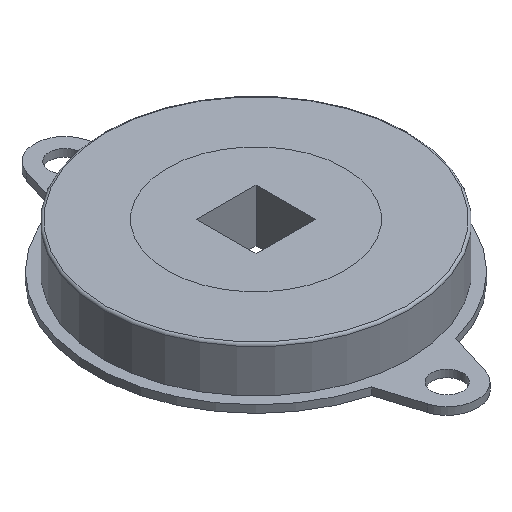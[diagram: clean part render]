
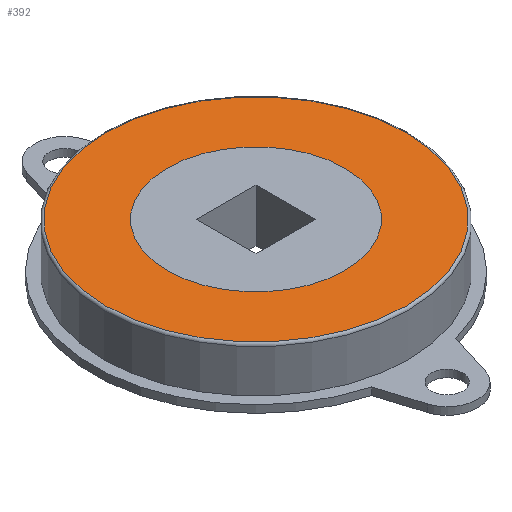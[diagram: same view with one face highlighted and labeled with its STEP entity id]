
A CAD part, isometric view. The second image highlights one B-rep face of the part: STEP entity #392.
In plain terms, the highlighted face is planar.
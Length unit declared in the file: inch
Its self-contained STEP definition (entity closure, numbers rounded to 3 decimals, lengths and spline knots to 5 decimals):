
#33=PLANE('',#498);
#116=FACE_BOUND('',#170,.T.);
#135=FACE_OUTER_BOUND('',#169,.T.);
#169=EDGE_LOOP('',(#346));
#170=EDGE_LOOP('',(#347));
#182=CIRCLE('',#468,1.2675);
#187=CIRCLE('',#476,0.75);
#201=VERTEX_POINT('',#638);
#206=VERTEX_POINT('',#651);
#236=EDGE_CURVE('',#201,#201,#182,.T.);
#241=EDGE_CURVE('',#206,#206,#187,.T.);
#346=ORIENTED_EDGE('',*,*,#236,.T.);
#347=ORIENTED_EDGE('',*,*,#241,.F.);
#392=ADVANCED_FACE('',(#135,#116),#33,.T.);
#468=AXIS2_PLACEMENT_3D('',#639,#519,#520);
#476=AXIS2_PLACEMENT_3D('',#652,#535,#536);
#498=AXIS2_PLACEMENT_3D('',#708,#595,#596);
#519=DIRECTION('center_axis',(-1.,0.,0.));
#520=DIRECTION('ref_axis',(0.,0.,1.));
#535=DIRECTION('center_axis',(-1.,0.,0.));
#536=DIRECTION('ref_axis',(0.,-1.,0.));
#595=DIRECTION('center_axis',(-1.,0.,0.));
#596=DIRECTION('ref_axis',(0.,-1.,0.));
#638=CARTESIAN_POINT('',(-6.945,0.,68.6425));
#639=CARTESIAN_POINT('Origin',(-6.945,0.,67.375));
#651=CARTESIAN_POINT('',(-6.945,0.,66.625));
#652=CARTESIAN_POINT('Origin',(-6.945,0.,67.375));
#708=CARTESIAN_POINT('Origin',(-6.945,0.,67.375));
